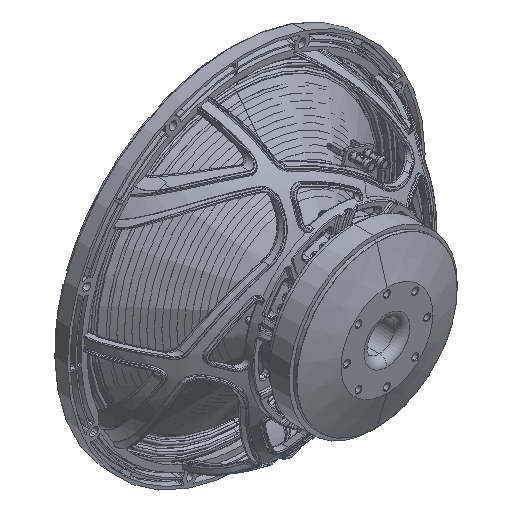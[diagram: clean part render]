
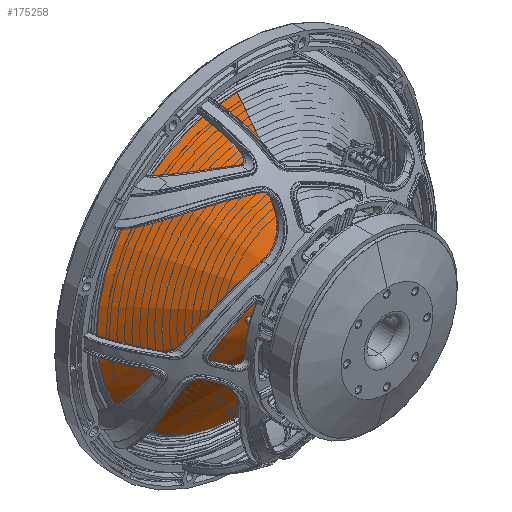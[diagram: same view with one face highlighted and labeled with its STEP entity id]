
A CAD part, isometric view. The second image highlights one B-rep face of the part: STEP entity #175258.
In plain terms, the highlighted conical face has half-angle 52.816 degrees and reference radius 51 mm.
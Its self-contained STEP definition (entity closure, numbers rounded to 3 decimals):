
#2694 = CARTESIAN_POINT ( 'NONE',  ( 0., 33.041, -51. ) ) ;
#17717 = EDGE_CURVE ( 'NONE', #186840, #49455, #23015, .T. ) ;
#18525 = CARTESIAN_POINT ( 'NONE',  ( 0., 33.041, -51. ) ) ;
#19617 = AXIS2_PLACEMENT_3D ( 'NONE', #180756, #22779, #41474 ) ;
#19753 = EDGE_LOOP ( 'NONE', ( #23817, #30784, #41899, #162409 ) ) ;
#22779 = DIRECTION ( 'NONE',  ( 0., -1., 0. ) ) ;
#23015 = CIRCLE ( 'NONE', #19617, 183.5 ) ;
#23817 = ORIENTED_EDGE ( 'NONE', *, *, #151868, .F. ) ;
#27931 = CARTESIAN_POINT ( 'NONE',  ( 0., 33.041, 0. ) ) ;
#28955 = DIRECTION ( 'NONE',  ( 0., 0., -1. ) ) ;
#30784 = ORIENTED_EDGE ( 'NONE', *, *, #78295, .F. ) ;
#41272 = AXIS2_PLACEMENT_3D ( 'NONE', #27931, #126541, #28955 ) ;
#41474 = DIRECTION ( 'NONE',  ( 0., 0., -1. ) ) ;
#41899 = ORIENTED_EDGE ( 'NONE', *, *, #130026, .T. ) ;
#45894 = DIRECTION ( 'NONE',  ( 0., 0.604, 0.797 ) ) ;
#49455 = VERTEX_POINT ( 'NONE', #117378 ) ;
#49948 = CARTESIAN_POINT ( 'NONE',  ( 0., 133.555, 183.5 ) ) ;
#58591 = VERTEX_POINT ( 'NONE', #2694 ) ;
#65770 = CARTESIAN_POINT ( 'NONE',  ( 0., 33.041, 51. ) ) ;
#77994 = CARTESIAN_POINT ( 'NONE',  ( 0., 33.041, 51. ) ) ;
#78295 = EDGE_CURVE ( 'NONE', #147710, #58591, #100955, .T. ) ;
#81855 = DIRECTION ( 'NONE',  ( 0., 0.604, -0.797 ) ) ;
#86453 = CONICAL_SURFACE ( 'NONE', #143021, 51., 0.922 ) ;
#95372 = LINE ( 'NONE', #18525, #123050 ) ;
#100955 = CIRCLE ( 'NONE', #41272, 51. ) ;
#105314 = FACE_OUTER_BOUND ( 'NONE', #19753, .T. ) ;
#117378 = CARTESIAN_POINT ( 'NONE',  ( 0., 133.555, -183.5 ) ) ;
#121883 = CARTESIAN_POINT ( 'NONE',  ( 0., 33.041, 0. ) ) ;
#122706 = LINE ( 'NONE', #77994, #132354 ) ;
#123050 = VECTOR ( 'NONE', #81855, 1000. ) ;
#126541 = DIRECTION ( 'NONE',  ( 0., -1., 0. ) ) ;
#130026 = EDGE_CURVE ( 'NONE', #147710, #186840, #122706, .T. ) ;
#132354 = VECTOR ( 'NONE', #45894, 1000. ) ;
#143021 = AXIS2_PLACEMENT_3D ( 'NONE', #121883, #151070, #186353 ) ;
#147710 = VERTEX_POINT ( 'NONE', #65770 ) ;
#151070 = DIRECTION ( 'NONE',  ( 0., 1., 0. ) ) ;
#151868 = EDGE_CURVE ( 'NONE', #58591, #49455, #95372, .T. ) ;
#162409 = ORIENTED_EDGE ( 'NONE', *, *, #17717, .T. ) ;
#175258 = ADVANCED_FACE ( 'NONE', ( #105314 ), #86453, .T. ) ;
#180756 = CARTESIAN_POINT ( 'NONE',  ( 0., 133.555, 0. ) ) ;
#186353 = DIRECTION ( 'NONE',  ( 0., 0., 1. ) ) ;
#186840 = VERTEX_POINT ( 'NONE', #49948 ) ;
